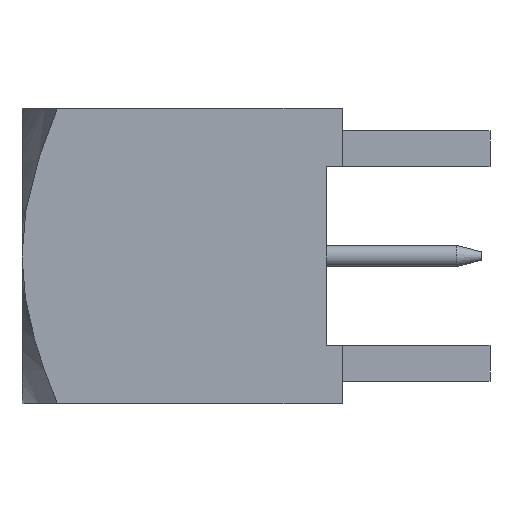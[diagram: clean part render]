
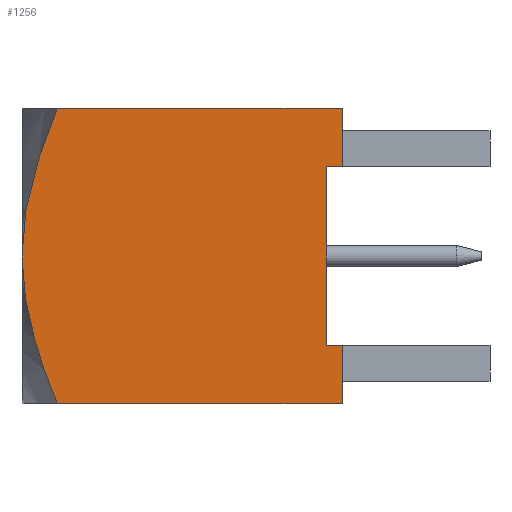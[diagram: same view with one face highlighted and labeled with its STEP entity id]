
A CAD part, front view. The second image highlights one B-rep face of the part: STEP entity #1256.
In plain terms, the highlighted planar face has unit normal (0, -1, 0).
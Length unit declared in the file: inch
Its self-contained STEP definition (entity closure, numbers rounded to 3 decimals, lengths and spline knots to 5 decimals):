
#118 = EDGE_CURVE ( 'NONE', #6755, #4384, #1402, .T. ) ;
#214 = CARTESIAN_POINT ( 'NONE',  ( -0.12122, -0.1378, -0.09715 ) ) ;
#230 = CARTESIAN_POINT ( 'NONE',  ( 0.15945, -0.1378, -0.1378 ) ) ;
#275 = CARTESIAN_POINT ( 'NONE',  ( -0.1368, -0.1378, 0.03247 ) ) ;
#292 = CARTESIAN_POINT ( 'NONE',  ( -0.13548, -0.13779, -0.04134 ) ) ;
#305 = DIRECTION ( 'NONE',  ( 0., 0., 1. ) ) ;
#574 = ORIENTED_EDGE ( 'NONE', *, *, #2596, .T. ) ;
#756 = CARTESIAN_POINT ( 'NONE',  ( -0.13735, -0.1378, 0.028 ) ) ;
#790 = ORIENTED_EDGE ( 'NONE', *, *, #3879, .T. ) ;
#796 = CARTESIAN_POINT ( 'NONE',  ( -0.13556, -0.1378, 0.04119 ) ) ;
#839 = CARTESIAN_POINT ( 'NONE',  ( -0.13898, -0.1378, 0.00593 ) ) ;
#857 = CARTESIAN_POINT ( 'NONE',  ( -0.1381, -0.1378, -0.02356 ) ) ;
#893 = CARTESIAN_POINT ( 'NONE',  ( -0.12797, -0.1378, -0.07498 ) ) ;
#963 = AXIS2_PLACEMENT_3D ( 'NONE', #3697, #4999, #4277 ) ;
#966 = CARTESIAN_POINT ( 'NONE',  ( -0.13614, -0.1378, -0.03713 ) ) ;
#1256 = ADVANCED_FACE ( 'NONE', ( #5499 ), #4962, .F. ) ;
#1402 = LINE ( 'NONE', #230, #3011 ) ;
#1425 = CARTESIAN_POINT ( 'NONE',  ( -0.12859, -0.1378, -0.07268 ) ) ;
#1473 = CARTESIAN_POINT ( 'NONE',  ( 0.14449, -0.1378, 0.08327 ) ) ;
#1474 = CARTESIAN_POINT ( 'NONE',  ( 0.14449, -0.1378, -0.08327 ) ) ;
#1485 = VECTOR ( 'NONE', #4881, 39.37008 ) ;
#1493 = CARTESIAN_POINT ( 'NONE',  ( 0.15945, -0.1378, -0.1378 ) ) ;
#1498 = CARTESIAN_POINT ( 'NONE',  ( -0.11101, -0.1378, -0.12559 ) ) ;
#1532 = CARTESIAN_POINT ( 'NONE',  ( -0.13393, -0.13779, -0.04994 ) ) ;
#1811 = CARTESIAN_POINT ( 'NONE',  ( -0.10602, -0.1378, -0.1378 ) ) ;
#1860 = CARTESIAN_POINT ( 'NONE',  ( -0.10602, -0.1378, 0.1378 ) ) ;
#1904 = ORIENTED_EDGE ( 'NONE', *, *, #2363, .F. ) ;
#1972 = CARTESIAN_POINT ( 'NONE',  ( -0.1311, -0.13779, 0.06284 ) ) ;
#2052 = CARTESIAN_POINT ( 'NONE',  ( -0.13658, -0.1378, 0.03405 ) ) ;
#2075 = EDGE_CURVE ( 'NONE', #6755, #4322, #4847, .T. ) ;
#2089 = CARTESIAN_POINT ( 'NONE',  ( -0.13455, -0.1378, 0.04691 ) ) ;
#2118 = CARTESIAN_POINT ( 'NONE',  ( 0.15945, -0.1378, 0.1378 ) ) ;
#2205 = LINE ( 'NONE', #4614, #5393 ) ;
#2206 = ORIENTED_EDGE ( 'NONE', *, *, #4185, .T. ) ;
#2319 = ORIENTED_EDGE ( 'NONE', *, *, #5207, .F. ) ;
#2363 = EDGE_CURVE ( 'NONE', #5423, #4187, #2640, .T. ) ;
#2374 = ORIENTED_EDGE ( 'NONE', *, *, #118, .T. ) ;
#2447 = VECTOR ( 'NONE', #4558, 39.37008 ) ;
#2524 = CARTESIAN_POINT ( 'NONE',  ( -0.13076, -0.1378, -0.06444 ) ) ;
#2535 = LINE ( 'NONE', #1474, #6737 ) ;
#2553 = CARTESIAN_POINT ( 'NONE',  ( 0.3937, -0.1378, 0.1378 ) ) ;
#2572 = CARTESIAN_POINT ( 'NONE',  ( 0.15945, -0.1378, -0.08327 ) ) ;
#2583 = CARTESIAN_POINT ( 'NONE',  ( -0.10602, -0.1378, 0.1378 ) ) ;
#2596 = EDGE_CURVE ( 'NONE', #2731, #7339, #2205, .T. ) ;
#2599 = CARTESIAN_POINT ( 'NONE',  ( -0.11543, -0.1378, -0.11394 ) ) ;
#2640 = B_SPLINE_CURVE_WITH_KNOTS ( 'NONE', 3,
 ( #4957, #839, #2666, #7260, #7300, #756, #6616, #275, #2052, #796, #2089, #5452, #6656, #1972, #4309, #6542, #4390, #4272, #6580, #3693, #6019, #2583 ),
 .UNSPECIFIED., .F., .F.,
 ( 4, 2, 2, 2, 2, 2, 2, 1, 1, 2, 2, 4 ),
 ( 0., 0.125, 0.1875, 0.21875, 0.25, 0.375, 0.4375, 0.46875, 0.48437, 0.49219, 0.5, 1. ),
 .UNSPECIFIED. ) ;
#2666 = CARTESIAN_POINT ( 'NONE',  ( -0.13876, -0.13779, 0.01179 ) ) ;
#2731 = VERTEX_POINT ( 'NONE', #6250 ) ;
#2791 = CARTESIAN_POINT ( 'NONE',  ( -0.13898, -0.1378, 0. ) ) ;
#2909 = CARTESIAN_POINT ( 'NONE',  ( 0.14449, -0.1378, -0.08327 ) ) ;
#3011 = VECTOR ( 'NONE', #7177, 39.37008 ) ;
#3205 = LINE ( 'NONE', #2553, #1485 ) ;
#3212 = CARTESIAN_POINT ( 'NONE',  ( -0.12902, -0.1378, -0.07104 ) ) ;
#3253 = CARTESIAN_POINT ( 'NONE',  ( -0.12301, -0.1378, -0.09167 ) ) ;
#3287 = CARTESIAN_POINT ( 'NONE',  ( -0.13898, -0.1378, -0.01193 ) ) ;
#3296 = LINE ( 'NONE', #3873, #2447 ) ;
#3687 = B_SPLINE_CURVE_WITH_KNOTS ( 'NONE', 3,
 ( #4974, #1498, #2599, #214, #3253, #4439, #6634, #893, #1425, #6075, #3212, #5513, #2524, #4404, #1532, #6751, #5553, #292, #3865, #966, #857, #3287, #4933 ),
 .UNSPECIFIED., .F., .F.,
 ( 4, 2, 2, 1, 1, 1, 2, 2, 2, 2, 2, 2, 4 ),
 ( 0., 0.25, 0.375, 0.4375, 0.46875, 0.48438, 0.49219, 0.5, 0.625, 0.6875, 0.71875, 0.75, 1. ),
 .UNSPECIFIED. ) ;
#3693 = CARTESIAN_POINT ( 'NONE',  ( -0.12376, -0.13779, 0.09115 ) ) ;
#3697 = CARTESIAN_POINT ( 'NONE',  ( 0.3937, -0.1378, 0.1378 ) ) ;
#3821 = CARTESIAN_POINT ( 'NONE',  ( 0.3937, -0.1378, -0.1378 ) ) ;
#3865 = CARTESIAN_POINT ( 'NONE',  ( -0.13594, -0.1378, -0.03848 ) ) ;
#3873 = CARTESIAN_POINT ( 'NONE',  ( 0.29724, -0.1378, -0.08327 ) ) ;
#3879 = EDGE_CURVE ( 'NONE', #4384, #5317, #3296, .T. ) ;
#4080 = DIRECTION ( 'NONE',  ( 1., 0., 0. ) ) ;
#4185 = EDGE_CURVE ( 'NONE', #7339, #4187, #3205, .T. ) ;
#4187 = VERTEX_POINT ( 'NONE', #1860 ) ;
#4272 = CARTESIAN_POINT ( 'NONE',  ( -0.12944, -0.1378, 0.06947 ) ) ;
#4277 = DIRECTION ( 'NONE',  ( 1., 0., 0. ) ) ;
#4309 = CARTESIAN_POINT ( 'NONE',  ( -0.13056, -0.1378, 0.06504 ) ) ;
#4322 = VERTEX_POINT ( 'NONE', #1811 ) ;
#4384 = VERTEX_POINT ( 'NONE', #2572 ) ;
#4390 = CARTESIAN_POINT ( 'NONE',  ( -0.12963, -0.1378, 0.06873 ) ) ;
#4404 = CARTESIAN_POINT ( 'NONE',  ( -0.13214, -0.13779, -0.05861 ) ) ;
#4424 = VECTOR ( 'NONE', #5583, 39.37008 ) ;
#4439 = CARTESIAN_POINT ( 'NONE',  ( -0.12549, -0.1378, -0.0836 ) ) ;
#4553 = EDGE_CURVE ( 'NONE', #5317, #7272, #2535, .T. ) ;
#4558 = DIRECTION ( 'NONE',  ( -1., 0., 0. ) ) ;
#4614 = CARTESIAN_POINT ( 'NONE',  ( 0.15945, -0.1378, 0.11673 ) ) ;
#4847 = LINE ( 'NONE', #3821, #4424 ) ;
#4881 = DIRECTION ( 'NONE',  ( -1., 0., 0. ) ) ;
#4933 = CARTESIAN_POINT ( 'NONE',  ( -0.13898, -0.1378, 0. ) ) ;
#4957 = CARTESIAN_POINT ( 'NONE',  ( -0.13898, -0.1378, 0. ) ) ;
#4962 = PLANE ( 'NONE',  #963 ) ;
#4974 = CARTESIAN_POINT ( 'NONE',  ( -0.10602, -0.1378, -0.1378 ) ) ;
#4999 = DIRECTION ( 'NONE',  ( 0., 1., 0. ) ) ;
#5206 = EDGE_LOOP ( 'NONE', ( #6480, #574, #2206, #1904, #2319, #6876, #2374, #790, #6527 ) ) ;
#5207 = EDGE_CURVE ( 'NONE', #4322, #5423, #3687, .T. ) ;
#5317 = VERTEX_POINT ( 'NONE', #2909 ) ;
#5393 = VECTOR ( 'NONE', #5791, 39.37008 ) ;
#5423 = VERTEX_POINT ( 'NONE', #2791 ) ;
#5452 = CARTESIAN_POINT ( 'NONE',  ( -0.13277, -0.1378, 0.05556 ) ) ;
#5499 = FACE_OUTER_BOUND ( 'NONE', #5206, .T. ) ;
#5513 = CARTESIAN_POINT ( 'NONE',  ( -0.1291, -0.1378, -0.07076 ) ) ;
#5553 = CARTESIAN_POINT ( 'NONE',  ( -0.13524, -0.13779, -0.04277 ) ) ;
#5583 = DIRECTION ( 'NONE',  ( -1., 0., 0. ) ) ;
#5658 = EDGE_CURVE ( 'NONE', #7272, #2731, #5876, .T. ) ;
#5791 = DIRECTION ( 'NONE',  ( 0., 0., 1. ) ) ;
#5842 = CARTESIAN_POINT ( 'NONE',  ( 0.14449, -0.1378, 0.08327 ) ) ;
#5876 = LINE ( 'NONE', #5842, #7364 ) ;
#6019 = CARTESIAN_POINT ( 'NONE',  ( -0.11602, -0.1378, 0.11332 ) ) ;
#6075 = CARTESIAN_POINT ( 'NONE',  ( -0.12885, -0.1378, -0.0717 ) ) ;
#6250 = CARTESIAN_POINT ( 'NONE',  ( 0.15945, -0.1378, 0.08327 ) ) ;
#6480 = ORIENTED_EDGE ( 'NONE', *, *, #5658, .T. ) ;
#6527 = ORIENTED_EDGE ( 'NONE', *, *, #4553, .T. ) ;
#6542 = CARTESIAN_POINT ( 'NONE',  ( -0.12991, -0.1378, 0.06762 ) ) ;
#6580 = CARTESIAN_POINT ( 'NONE',  ( -0.12933, -0.1378, 0.06989 ) ) ;
#6616 = CARTESIAN_POINT ( 'NONE',  ( -0.13718, -0.1378, 0.02949 ) ) ;
#6634 = CARTESIAN_POINT ( 'NONE',  ( -0.12667, -0.1378, -0.07959 ) ) ;
#6656 = CARTESIAN_POINT ( 'NONE',  ( -0.13213, -0.13779, 0.05846 ) ) ;
#6737 = VECTOR ( 'NONE', #305, 39.37008 ) ;
#6751 = CARTESIAN_POINT ( 'NONE',  ( -0.13448, -0.13779, -0.04707 ) ) ;
#6755 = VERTEX_POINT ( 'NONE', #1493 ) ;
#6876 = ORIENTED_EDGE ( 'NONE', *, *, #2075, .F. ) ;
#7177 = DIRECTION ( 'NONE',  ( 0., 0., 1. ) ) ;
#7260 = CARTESIAN_POINT ( 'NONE',  ( -0.13811, -0.13779, 0.02061 ) ) ;
#7272 = VERTEX_POINT ( 'NONE', #1473 ) ;
#7300 = CARTESIAN_POINT ( 'NONE',  ( -0.13784, -0.1378, 0.02356 ) ) ;
#7339 = VERTEX_POINT ( 'NONE', #2118 ) ;
#7364 = VECTOR ( 'NONE', #4080, 39.37008 ) ;
